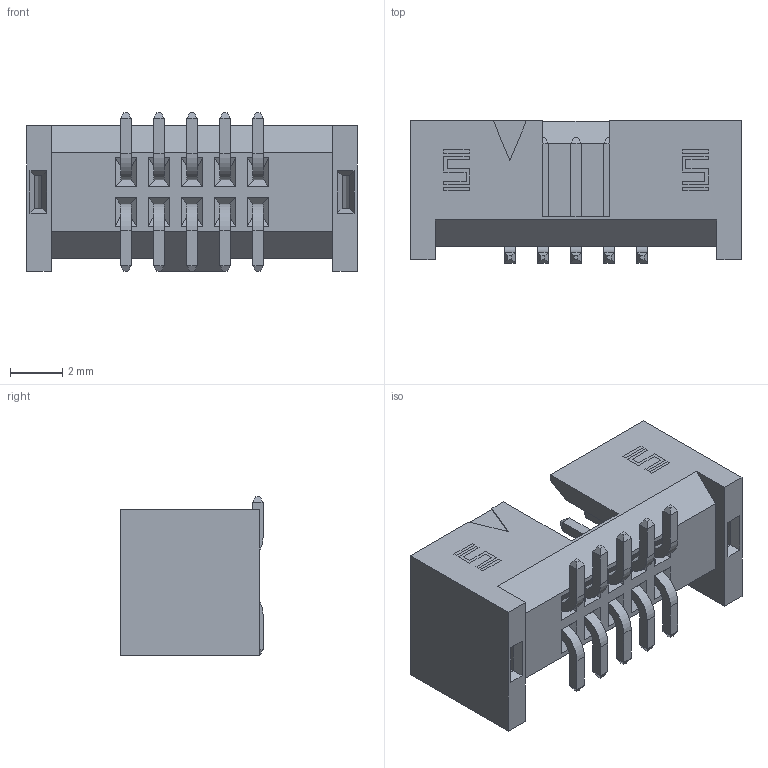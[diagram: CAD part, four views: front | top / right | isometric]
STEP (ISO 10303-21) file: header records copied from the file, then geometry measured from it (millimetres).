
FILE_DESCRIPTION (( 'STEP AP214' ), '1' );
FILE_NAME ('header_1.27_5x2_boxed.STEP', '2014-02-13T11:50:25', ( '' ), ( '' ), 'SwSTEP 2.0', 'SolidWorks 2013', '' );
FILE_SCHEMA (( 'AUTOMOTIVE_DESIGN' ));
Length unit declared in the file: millimetre
Products named in the file (1): header_1.27_5x2_boxed
Bounding box: 12.7 x 5.46 x 6.1 mm (x, y, z)
Surface area: 519.8 mm2 (no closed solid volume)
Topology: 0 solids, 11 shells, 304 faces, 834 edges, 553 vertices
Faces by surface type: plane 284, cylinder 20
Entity records: 11450 total; most frequent: CARTESIAN_POINT 1812, ORIENTED_EDGE 1548, DIRECTION 1444, EDGE_CURVE 834, LINE 754, VECTOR 754, VERTEX_POINT 553, AXIS2_PLACEMENT_3D 345
